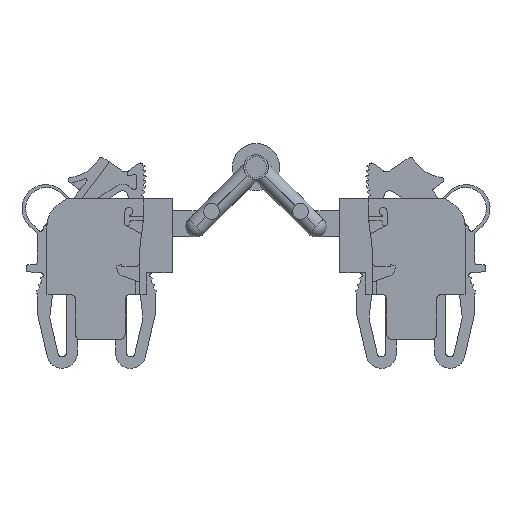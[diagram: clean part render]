
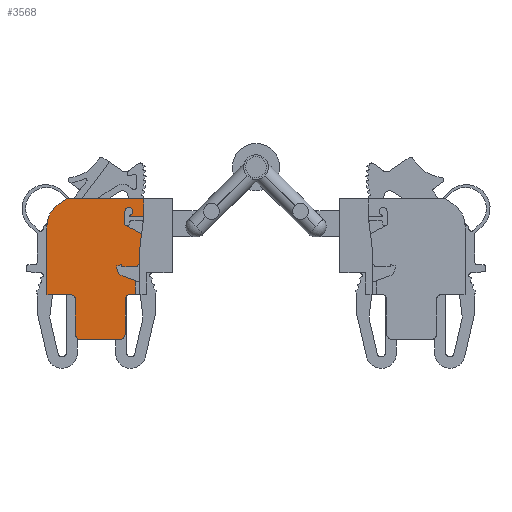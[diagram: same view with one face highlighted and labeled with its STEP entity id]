
A CAD part, left-side view. The second image highlights one B-rep face of the part: STEP entity #3568.
In plain terms, the highlighted planar face has unit normal (-1, 0, 0).
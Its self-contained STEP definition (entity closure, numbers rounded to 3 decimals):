
#2771=AXIS2_PLACEMENT_3D('Circle Axis2P3D',#2769,#2770,$) ;
#2853=AXIS2_PLACEMENT_3D('Circle Axis2P3D',#2851,#2852,$) ;
#2940=AXIS2_PLACEMENT_3D('Circle Axis2P3D',#2938,#2939,$) ;
#3004=AXIS2_PLACEMENT_3D('Circle Axis2P3D',#3002,#3003,$) ;
#3074=AXIS2_PLACEMENT_3D('Circle Axis2P3D',#3072,#3073,$) ;
#3120=AXIS2_PLACEMENT_3D('Circle Axis2P3D',#3118,#3119,$) ;
#3542=AXIS2_PLACEMENT_3D('Plane Axis2P3D',#3539,#3540,#3541) ;
#2112=CARTESIAN_POINT('Control Point',(8.75,66.612,25.664)) ;
#2113=CARTESIAN_POINT('Control Point',(8.75,66.945,23.002)) ;
#2114=CARTESIAN_POINT('Vertex',(8.75,66.612,25.664)) ;
#2116=CARTESIAN_POINT('Vertex',(8.75,66.945,23.002)) ;
#2160=CARTESIAN_POINT('Vertex',(8.75,67.677,26.279)) ;
#2164=CARTESIAN_POINT('Control Point',(8.75,67.677,26.279)) ;
#2165=CARTESIAN_POINT('Control Point',(8.75,66.612,25.664)) ;
#2214=CARTESIAN_POINT('Vertex',(8.75,67.045,29.002)) ;
#2230=CARTESIAN_POINT('Vertex',(8.75,66.195,29.002)) ;
#2233=CARTESIAN_POINT('Line Origine',(8.75,66.62,29.002)) ;
#2340=CARTESIAN_POINT('Line Origine',(8.75,66.195,30.713)) ;
#2344=CARTESIAN_POINT('Vertex',(8.75,66.195,32.424)) ;
#2425=CARTESIAN_POINT('Vertex',(8.75,66.945,20.424)) ;
#2452=CARTESIAN_POINT('Control Point',(8.75,66.945,23.002)) ;
#2453=CARTESIAN_POINT('Control Point',(8.75,66.945,20.424)) ;
#2490=CARTESIAN_POINT('Line Origine',(8.75,67.361,27.64)) ;
#2510=CARTESIAN_POINT('Vertex',(8.75,81.002,32.424)) ;
#2516=CARTESIAN_POINT('Control Point',(8.75,81.002,32.424)) ;
#2517=CARTESIAN_POINT('Control Point',(8.75,66.195,32.424)) ;
#2574=CARTESIAN_POINT('Vertex',(8.75,67.795,14.124)) ;
#2578=CARTESIAN_POINT('Control Point',(8.75,68.77,14.124)) ;
#2579=CARTESIAN_POINT('Control Point',(8.75,67.795,14.124)) ;
#2580=CARTESIAN_POINT('Vertex',(8.75,68.77,14.124)) ;
#2769=CARTESIAN_POINT('Axis2P3D Location',(8.75,67.945,20.424)) ;
#2773=CARTESIAN_POINT('Vertex',(8.75,67.795,19.435)) ;
#2818=CARTESIAN_POINT('Vertex',(8.75,82.582,31.306)) ;
#2822=CARTESIAN_POINT('Control Point',(8.75,81.002,32.424)) ;
#2823=CARTESIAN_POINT('Control Point',(8.75,82.582,31.306)) ;
#2848=CARTESIAN_POINT('Vertex',(8.75,84.695,27.224)) ;
#2851=CARTESIAN_POINT('Axis2P3D Location',(8.75,79.695,27.224)) ;
#2877=CARTESIAN_POINT('Vertex',(8.75,84.695,14.124)) ;
#2881=CARTESIAN_POINT('Control Point',(8.75,84.695,27.224)) ;
#2882=CARTESIAN_POINT('Control Point',(8.75,84.695,14.124)) ;
#2897=CARTESIAN_POINT('Control Point',(8.75,84.695,14.124)) ;
#2898=CARTESIAN_POINT('Control Point',(8.75,80.27,14.124)) ;
#2899=CARTESIAN_POINT('Vertex',(8.75,80.27,14.124)) ;
#2935=CARTESIAN_POINT('Vertex',(8.75,79.27,13.124)) ;
#2938=CARTESIAN_POINT('Axis2P3D Location',(8.75,80.27,13.124)) ;
#2969=CARTESIAN_POINT('Vertex',(8.75,79.27,6.524)) ;
#2973=CARTESIAN_POINT('Control Point',(8.75,79.27,13.124)) ;
#2974=CARTESIAN_POINT('Control Point',(8.75,79.27,6.524)) ;
#2999=CARTESIAN_POINT('Vertex',(8.75,78.27,5.524)) ;
#3002=CARTESIAN_POINT('Axis2P3D Location',(8.75,78.27,6.524)) ;
#3020=CARTESIAN_POINT('Control Point',(8.75,78.27,5.524)) ;
#3021=CARTESIAN_POINT('Control Point',(8.75,70.77,5.524)) ;
#3022=CARTESIAN_POINT('Vertex',(8.75,70.77,5.524)) ;
#3069=CARTESIAN_POINT('Vertex',(8.75,69.77,6.524)) ;
#3072=CARTESIAN_POINT('Axis2P3D Location',(8.75,70.77,6.524)) ;
#3092=CARTESIAN_POINT('Vertex',(8.75,69.77,13.124)) ;
#3098=CARTESIAN_POINT('Control Point',(8.75,69.77,6.524)) ;
#3099=CARTESIAN_POINT('Control Point',(8.75,69.77,13.124)) ;
#3118=CARTESIAN_POINT('Axis2P3D Location',(8.75,68.77,13.124)) ;
#3141=CARTESIAN_POINT('Control Point',(8.75,67.795,14.124)) ;
#3142=CARTESIAN_POINT('Control Point',(8.75,67.795,16.26)) ;
#3143=CARTESIAN_POINT('Vertex',(8.75,67.795,16.26)) ;
#3150=CARTESIAN_POINT('Line Origine',(8.75,67.795,17.848)) ;
#3539=CARTESIAN_POINT('Axis2P3D Location',(8.75,64.195,37.424)) ;
#2234=DIRECTION('Vector Direction',(0.,1.,0.)) ;
#2341=DIRECTION('Vector Direction',(0.,0.,-1.)) ;
#2491=DIRECTION('Vector Direction',(0.,0.226,-0.974)) ;
#2770=DIRECTION('Axis2P3D Direction',(1.,0.,0.)) ;
#2852=DIRECTION('Axis2P3D Direction',(-1.,0.,0.)) ;
#2939=DIRECTION('Axis2P3D Direction',(1.,0.,0.)) ;
#3003=DIRECTION('Axis2P3D Direction',(1.,0.,0.)) ;
#3073=DIRECTION('Axis2P3D Direction',(1.,0.,0.)) ;
#3119=DIRECTION('Axis2P3D Direction',(-1.,0.,0.)) ;
#3151=DIRECTION('Vector Direction',(0.,0.,1.)) ;
#3540=DIRECTION('Axis2P3D Direction',(-1.,0.,0.)) ;
#3541=DIRECTION('Axis2P3D XDirection',(0.,0.,-1.)) ;
#2235=VECTOR('Line Direction',#2234,1.) ;
#2342=VECTOR('Line Direction',#2341,1.) ;
#2492=VECTOR('Line Direction',#2491,1.) ;
#3152=VECTOR('Line Direction',#3151,1.) ;
#3545=ORIENTED_EDGE('',*,*,#2775,.F.) ;
#3546=ORIENTED_EDGE('',*,*,#2454,.F.) ;
#3547=ORIENTED_EDGE('',*,*,#2118,.F.) ;
#3548=ORIENTED_EDGE('',*,*,#2166,.F.) ;
#3549=ORIENTED_EDGE('',*,*,#2494,.F.) ;
#3550=ORIENTED_EDGE('',*,*,#2237,.F.) ;
#3551=ORIENTED_EDGE('',*,*,#2346,.F.) ;
#3552=ORIENTED_EDGE('',*,*,#2518,.F.) ;
#3553=ORIENTED_EDGE('',*,*,#2824,.T.) ;
#3554=ORIENTED_EDGE('',*,*,#2855,.T.) ;
#3555=ORIENTED_EDGE('',*,*,#2883,.T.) ;
#3556=ORIENTED_EDGE('',*,*,#2901,.T.) ;
#3557=ORIENTED_EDGE('',*,*,#2942,.F.) ;
#3558=ORIENTED_EDGE('',*,*,#2975,.T.) ;
#3559=ORIENTED_EDGE('',*,*,#3006,.F.) ;
#3560=ORIENTED_EDGE('',*,*,#3024,.T.) ;
#3561=ORIENTED_EDGE('',*,*,#3076,.F.) ;
#3562=ORIENTED_EDGE('',*,*,#3100,.T.) ;
#3563=ORIENTED_EDGE('',*,*,#3122,.F.) ;
#3564=ORIENTED_EDGE('',*,*,#2582,.T.) ;
#3565=ORIENTED_EDGE('',*,*,#3145,.T.) ;
#3566=ORIENTED_EDGE('',*,*,#3154,.F.) ;
#3568=ADVANCED_FACE('37821_ZVLA_..._ZPS2.5.1\\ZVLA RE ZPS2.5.1\\K\X2\00F6\X0\rper.2 ( HAUPTK\X2\00D6\X0\RPER - wsp *MASTER -  -Non Smart-  )',(#3567),#3543,.T.) ;
#2111=B_SPLINE_CURVE_WITH_KNOTS('',1,(#2112,#2113),.UNSPECIFIED.,.F.,.U.,(2,2),(0.,2.683),.UNSPECIFIED.) ;
#2163=B_SPLINE_CURVE_WITH_KNOTS('',1,(#2164,#2165),.UNSPECIFIED.,.F.,.U.,(2,2),(0.,1.229),.UNSPECIFIED.) ;
#2451=B_SPLINE_CURVE_WITH_KNOTS('',1,(#2452,#2453),.UNSPECIFIED.,.F.,.U.,(2,2),(0.,2.578),.UNSPECIFIED.) ;
#2515=B_SPLINE_CURVE_WITH_KNOTS('',1,(#2516,#2517),.UNSPECIFIED.,.F.,.U.,(2,2),(0.,14.806),.UNSPECIFIED.) ;
#2577=B_SPLINE_CURVE_WITH_KNOTS('',1,(#2578,#2579),.UNSPECIFIED.,.F.,.U.,(2,2),(0.,0.975),.UNSPECIFIED.) ;
#2821=B_SPLINE_CURVE_WITH_KNOTS('',1,(#2822,#2823),.UNSPECIFIED.,.F.,.U.,(2,2),(0.,1.936),.UNSPECIFIED.) ;
#2880=B_SPLINE_CURVE_WITH_KNOTS('',1,(#2881,#2882),.UNSPECIFIED.,.F.,.U.,(2,2),(0.,13.1),.UNSPECIFIED.) ;
#2896=B_SPLINE_CURVE_WITH_KNOTS('',1,(#2897,#2898),.UNSPECIFIED.,.F.,.U.,(2,2),(0.,4.425),.UNSPECIFIED.) ;
#2972=B_SPLINE_CURVE_WITH_KNOTS('',1,(#2973,#2974),.UNSPECIFIED.,.F.,.U.,(2,2),(0.,6.6),.UNSPECIFIED.) ;
#3019=B_SPLINE_CURVE_WITH_KNOTS('',1,(#3020,#3021),.UNSPECIFIED.,.F.,.U.,(2,2),(0.,7.5),.UNSPECIFIED.) ;
#3097=B_SPLINE_CURVE_WITH_KNOTS('',1,(#3098,#3099),.UNSPECIFIED.,.F.,.U.,(2,2),(0.,6.6),.UNSPECIFIED.) ;
#3140=B_SPLINE_CURVE_WITH_KNOTS('',1,(#3141,#3142),.UNSPECIFIED.,.F.,.U.,(2,2),(0.,2.136),.UNSPECIFIED.) ;
#2772=CIRCLE('generated circle',#2771,1.) ;
#2854=CIRCLE('generated circle',#2853,5.) ;
#2941=CIRCLE('generated circle',#2940,1.) ;
#3005=CIRCLE('generated circle',#3004,1.) ;
#3075=CIRCLE('generated circle',#3074,1.) ;
#3121=CIRCLE('generated circle',#3120,1.) ;
#2118=EDGE_CURVE('',#2115,#2117,#2111,.T.) ;
#2166=EDGE_CURVE('',#2161,#2115,#2163,.T.) ;
#2237=EDGE_CURVE('',#2231,#2215,#2236,.T.) ;
#2346=EDGE_CURVE('',#2345,#2231,#2343,.T.) ;
#2454=EDGE_CURVE('',#2117,#2426,#2451,.T.) ;
#2494=EDGE_CURVE('',#2215,#2161,#2493,.T.) ;
#2518=EDGE_CURVE('',#2511,#2345,#2515,.T.) ;
#2582=EDGE_CURVE('',#2581,#2575,#2577,.T.) ;
#2775=EDGE_CURVE('',#2426,#2774,#2772,.T.) ;
#2824=EDGE_CURVE('',#2511,#2819,#2821,.T.) ;
#2855=EDGE_CURVE('',#2819,#2849,#2854,.T.) ;
#2883=EDGE_CURVE('',#2849,#2878,#2880,.T.) ;
#2901=EDGE_CURVE('',#2878,#2900,#2896,.T.) ;
#2942=EDGE_CURVE('',#2936,#2900,#2941,.F.) ;
#2975=EDGE_CURVE('',#2936,#2970,#2972,.T.) ;
#3006=EDGE_CURVE('',#3000,#2970,#3005,.T.) ;
#3024=EDGE_CURVE('',#3000,#3023,#3019,.T.) ;
#3076=EDGE_CURVE('',#3070,#3023,#3075,.T.) ;
#3100=EDGE_CURVE('',#3070,#3093,#3097,.T.) ;
#3122=EDGE_CURVE('',#2581,#3093,#3121,.T.) ;
#3145=EDGE_CURVE('',#2575,#3144,#3140,.T.) ;
#3154=EDGE_CURVE('',#2774,#3144,#3153,.F.) ;
#3544=EDGE_LOOP('',(#3545,#3546,#3547,#3548,#3549,#3550,#3551,#3552,#3553,#3554,#3555,#3556,#3557,#3558,#3559,#3560,#3561,#3562,#3563,#3564,#3565,#3566)) ;
#3567=FACE_OUTER_BOUND('',#3544,.T.) ;
#2236=LINE('Line',#2233,#2235) ;
#2343=LINE('Line',#2340,#2342) ;
#2493=LINE('Line',#2490,#2492) ;
#3153=LINE('Line',#3150,#3152) ;
#3543=PLANE('',#3542) ;
#2115=VERTEX_POINT('',#2114) ;
#2117=VERTEX_POINT('',#2116) ;
#2161=VERTEX_POINT('',#2160) ;
#2215=VERTEX_POINT('',#2214) ;
#2231=VERTEX_POINT('',#2230) ;
#2345=VERTEX_POINT('',#2344) ;
#2426=VERTEX_POINT('',#2425) ;
#2511=VERTEX_POINT('',#2510) ;
#2575=VERTEX_POINT('',#2574) ;
#2581=VERTEX_POINT('',#2580) ;
#2774=VERTEX_POINT('',#2773) ;
#2819=VERTEX_POINT('',#2818) ;
#2849=VERTEX_POINT('',#2848) ;
#2878=VERTEX_POINT('',#2877) ;
#2900=VERTEX_POINT('',#2899) ;
#2936=VERTEX_POINT('',#2935) ;
#2970=VERTEX_POINT('',#2969) ;
#3000=VERTEX_POINT('',#2999) ;
#3023=VERTEX_POINT('',#3022) ;
#3070=VERTEX_POINT('',#3069) ;
#3093=VERTEX_POINT('',#3092) ;
#3144=VERTEX_POINT('',#3143) ;
